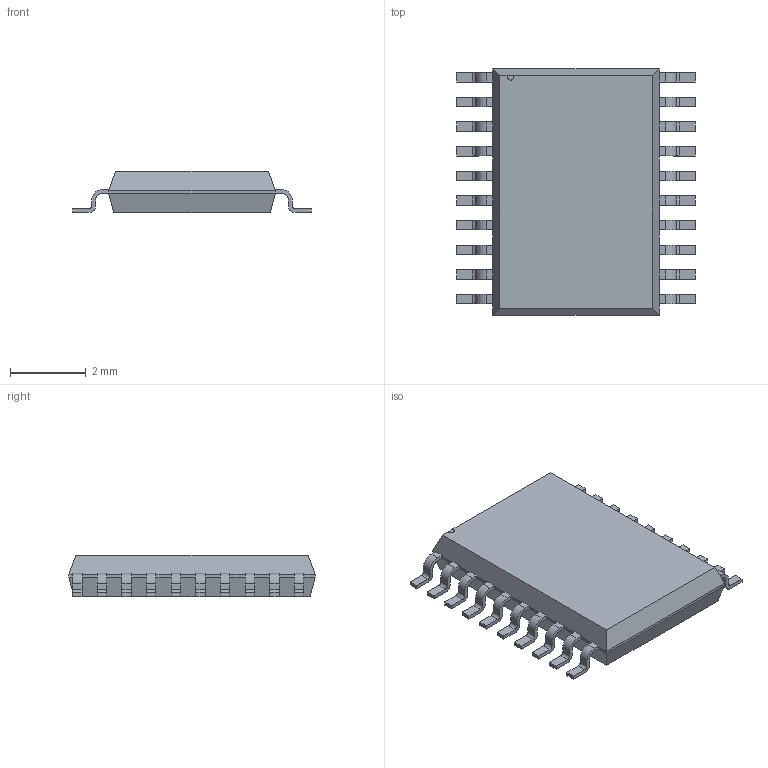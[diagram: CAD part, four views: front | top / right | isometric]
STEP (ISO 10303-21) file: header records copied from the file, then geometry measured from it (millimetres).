
FILE_DESCRIPTION(('FreeCAD Model'),'2;1');
FILE_NAME('Fusion.step', '2018-07-28T19:22:29',('Author'),(''), 'Open CASCADE STEP processor 6.8','FreeCAD','Unknown');
FILE_SCHEMA(('AUTOMOTIVE_DESIGN_CC2 { 1 2 10303 214 -1 1 5 4 }'));
Length unit declared in the file: millimetre
Products named in the file (2): ASSEMBLY; Fusion
Assembly tree (1 placements, depth 2):
  ASSEMBLY
    Fusion
Bounding box: 6.28 x 6.5 x 1.1 mm (x, y, z)
Volume: 30.2 mm3; surface area: 93 mm2
Topology: 1 solids, 1 shells, 302 faces, 849 edges, 550 vertices
Faces by surface type: plane 220, cylinder 82
Entity records: 30249 total; most frequent: CARTESIAN_POINT 11717, DIRECTION 2915, LINE 1887, VECTOR 1887, ORIENTED_EDGE 1698, PCURVE 1698, DEFINITIONAL_REPRESENTATION 1698, EDGE_CURVE 849
